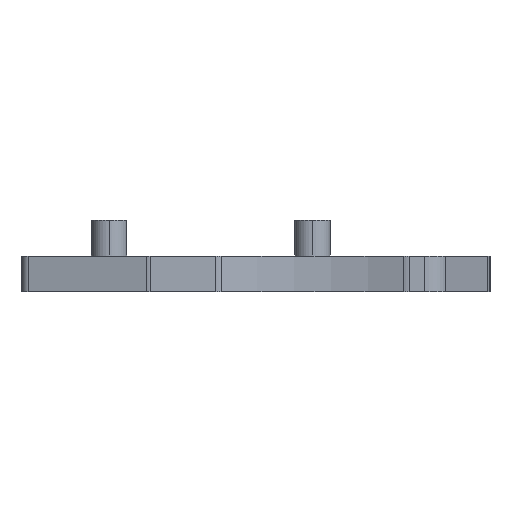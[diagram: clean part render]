
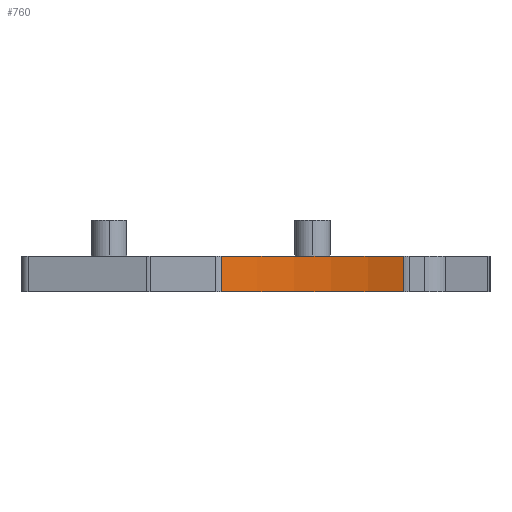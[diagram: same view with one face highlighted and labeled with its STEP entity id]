
A CAD part, left-side view. The second image highlights one B-rep face of the part: STEP entity #760.
In plain terms, the highlighted cylindrical face has radius 16 mm (diameter 32 mm), a partial arc.
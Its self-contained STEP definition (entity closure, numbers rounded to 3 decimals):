
#68=CARTESIAN_POINT('',(383.78,15.332,0.));
#69=DIRECTION('',(0.,0.,-1.));
#70=DIRECTION('',(0.935,0.354,0.));
#71=AXIS2_PLACEMENT_3D('',#68,#69,#70);
#136=CARTESIAN_POINT('',(383.78,15.332,2.2));
#137=DIRECTION('',(0.,0.,-1.));
#138=DIRECTION('',(0.935,0.354,0.));
#139=AXIS2_PLACEMENT_3D('',#136,#137,#138);
#289=DIRECTION('',(0.,0.,1.));
#290=VECTOR('',#289,2.2);
#291=CARTESIAN_POINT('',(398.745,20.994,0.));
#292=LINE('',#291,#290);
#353=DIRECTION('',(0.,0.,1.));
#354=VECTOR('',#353,2.2);
#355=CARTESIAN_POINT('',(398.745,9.67,0.));
#356=LINE('',#355,#354);
#463=CARTESIAN_POINT('',(398.745,9.67,0.));
#465=VERTEX_POINT('',#463);
#487=CARTESIAN_POINT('',(398.745,9.67,2.2));
#489=VERTEX_POINT('',#487);
#559=CARTESIAN_POINT('',(398.745,20.994,0.));
#560=CARTESIAN_POINT('',(398.745,20.994,2.2));
#561=VERTEX_POINT('',#559);
#562=VERTEX_POINT('',#560);
#747=CARTESIAN_POINT('',(383.78,15.332,0.));
#748=DIRECTION('',(0.,0.,1.));
#749=DIRECTION('',(1.,0.,0.));
#750=AXIS2_PLACEMENT_3D('',#747,#748,#749);
#751=CYLINDRICAL_SURFACE('',#750,16.);
#753=ORIENTED_EDGE('',*,*,#752,.T.);
#754=ORIENTED_EDGE('',*,*,#671,.T.);
#756=ORIENTED_EDGE('',*,*,#755,.F.);
#757=ORIENTED_EDGE('',*,*,#624,.F.);
#758=EDGE_LOOP('',(#753,#754,#756,#757));
#759=FACE_OUTER_BOUND('',#758,.F.);
#72=CIRCLE('',#71,16.);
#140=CIRCLE('',#139,16.);
#624=EDGE_CURVE('',#561,#465,#72,.T.);
#671=EDGE_CURVE('',#562,#489,#140,.T.);
#752=EDGE_CURVE('',#561,#562,#292,.T.);
#755=EDGE_CURVE('',#465,#489,#356,.T.);
#760=ADVANCED_FACE('',(#759),#751,.F.);
